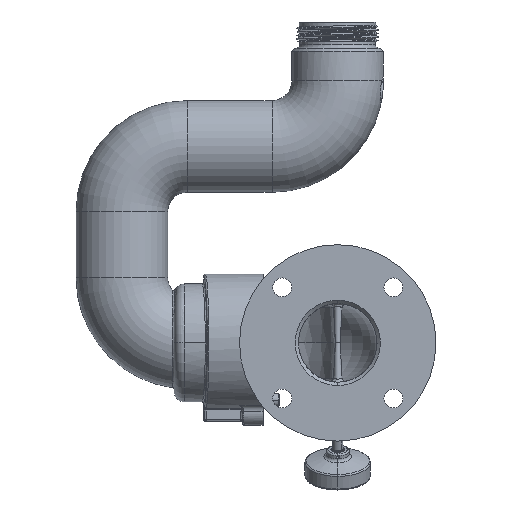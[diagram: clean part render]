
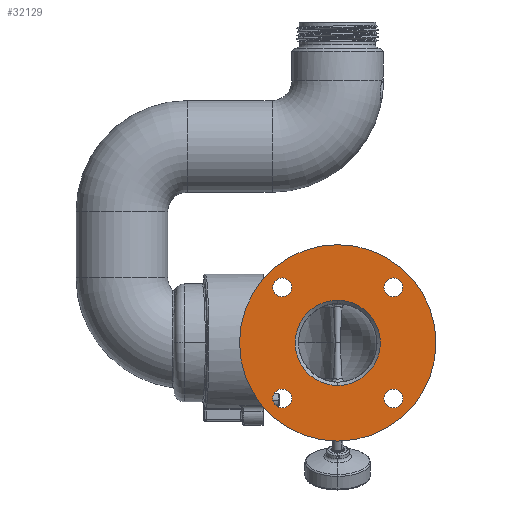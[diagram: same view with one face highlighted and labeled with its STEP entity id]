
A CAD part, front view. The second image highlights one B-rep face of the part: STEP entity #32129.
In plain terms, the highlighted planar face has unit normal (0, -1, 0).
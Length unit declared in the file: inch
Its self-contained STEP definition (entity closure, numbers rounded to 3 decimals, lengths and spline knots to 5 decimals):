
#31093=CARTESIAN_POINT('',(0.,-11.009,0.));
#31094=DIRECTION('',(0.,1.,0.));
#31095=DIRECTION('',(0.,0.,1.));
#31096=AXIS2_PLACEMENT_3D('',#31093,#31094,#31095);
#31102=CARTESIAN_POINT('',(-2.12132,-11.009,-2.12132));
#31103=DIRECTION('',(0.,-1.,0.));
#31104=DIRECTION('',(0.,0.,-1.));
#31105=AXIS2_PLACEMENT_3D('',#31102,#31103,#31104);
#31107=CARTESIAN_POINT('',(-2.12132,-11.009,-2.12132));
#31108=DIRECTION('',(0.,-1.,0.));
#31109=DIRECTION('',(0.,0.,1.));
#31110=AXIS2_PLACEMENT_3D('',#31107,#31108,#31109);
#31112=CARTESIAN_POINT('',(2.12132,-11.009,-2.12132));
#31113=DIRECTION('',(0.,-1.,0.));
#31114=DIRECTION('',(1.,0.,0.));
#31115=AXIS2_PLACEMENT_3D('',#31112,#31113,#31114);
#31117=CARTESIAN_POINT('',(2.12132,-11.009,-2.12132));
#31118=DIRECTION('',(0.,-1.,0.));
#31119=DIRECTION('',(-1.,0.,0.));
#31120=AXIS2_PLACEMENT_3D('',#31117,#31118,#31119);
#31122=CARTESIAN_POINT('',(2.12132,-11.009,2.12132));
#31123=DIRECTION('',(0.,-1.,0.));
#31124=DIRECTION('',(0.,0.,1.));
#31125=AXIS2_PLACEMENT_3D('',#31122,#31123,#31124);
#31127=CARTESIAN_POINT('',(2.12132,-11.009,2.12132));
#31128=DIRECTION('',(0.,-1.,0.));
#31129=DIRECTION('',(0.,0.,-1.));
#31130=AXIS2_PLACEMENT_3D('',#31127,#31128,#31129);
#31132=CARTESIAN_POINT('',(-2.12132,-11.009,2.12132));
#31133=DIRECTION('',(0.,-1.,0.));
#31134=DIRECTION('',(-1.,0.,0.));
#31135=AXIS2_PLACEMENT_3D('',#31132,#31133,#31134);
#31137=CARTESIAN_POINT('',(-2.12132,-11.009,2.12132));
#31138=DIRECTION('',(0.,-1.,0.));
#31139=DIRECTION('',(1.,0.,0.));
#31140=AXIS2_PLACEMENT_3D('',#31137,#31138,#31139);
#31142=CARTESIAN_POINT('',(0.,-11.009,
1.625));
#31143=CARTESIAN_POINT('',(-0.09198,-11.009,
1.625));
#31144=CARTESIAN_POINT('',(-0.27469,-11.009,
1.6097));
#31145=CARTESIAN_POINT('',(-0.55052,-11.009,
1.53787));
#31146=CARTESIAN_POINT('',(-0.81157,-11.009,
1.41758));
#31147=CARTESIAN_POINT('',(-1.04772,-11.009,
1.25309));
#31148=CARTESIAN_POINT('',(-1.24951,-11.009,
1.05176));
#31149=CARTESIAN_POINT('',(-1.41305,-11.009,
0.81909));
#31150=CARTESIAN_POINT('',(-1.53418,-11.009,
0.56044));
#31151=CARTESIAN_POINT('',(-1.60839,-11.009,
0.28431));
#31152=CARTESIAN_POINT('',(-1.6333,-11.009,
0.00003));
#31153=CARTESIAN_POINT('',(-1.6084,-11.009,
-0.28426));
#31154=CARTESIAN_POINT('',(-1.5342,-11.009,
-0.56039));
#31155=CARTESIAN_POINT('',(-1.41308,-11.009,
-0.81905));
#31156=CARTESIAN_POINT('',(-1.24954,-11.009,
-1.05172));
#31157=CARTESIAN_POINT('',(-1.04776,-11.009,
-1.25305));
#31158=CARTESIAN_POINT('',(-0.81163,-11.009,
-1.41754));
#31159=CARTESIAN_POINT('',(-0.55058,-11.009,
-1.53785));
#31160=CARTESIAN_POINT('',(-0.27471,-11.009,
-1.6097));
#31161=CARTESIAN_POINT('',(-0.09199,-11.009,
-1.625));
#31162=CARTESIAN_POINT('',(0.,-11.009,
-1.625));
#31164=CARTESIAN_POINT('',(0.,-11.009,
-1.625));
#31165=CARTESIAN_POINT('',(0.09198,-11.009,
-1.625));
#31166=CARTESIAN_POINT('',(0.27469,-11.009,
-1.6097));
#31167=CARTESIAN_POINT('',(0.55052,-11.009,
-1.53787));
#31168=CARTESIAN_POINT('',(0.81157,-11.009,
-1.41758));
#31169=CARTESIAN_POINT('',(1.04772,-11.009,
-1.25309));
#31170=CARTESIAN_POINT('',(1.24951,-11.009,
-1.05176));
#31171=CARTESIAN_POINT('',(1.41305,-11.009,
-0.81909));
#31172=CARTESIAN_POINT('',(1.53418,-11.009,
-0.56044));
#31173=CARTESIAN_POINT('',(1.60839,-11.009,
-0.28431));
#31174=CARTESIAN_POINT('',(1.6333,-11.009,
-0.00003));
#31175=CARTESIAN_POINT('',(1.6084,-11.009,
0.28426));
#31176=CARTESIAN_POINT('',(1.5342,-11.009,
0.56039));
#31177=CARTESIAN_POINT('',(1.41308,-11.009,
0.81905));
#31178=CARTESIAN_POINT('',(1.24954,-11.009,
1.05172));
#31179=CARTESIAN_POINT('',(1.04776,-11.009,
1.25305));
#31180=CARTESIAN_POINT('',(0.81163,-11.009,
1.41754));
#31181=CARTESIAN_POINT('',(0.55058,-11.009,
1.53785));
#31182=CARTESIAN_POINT('',(0.27471,-11.009,
1.6097));
#31183=CARTESIAN_POINT('',(0.09199,-11.009,
1.625));
#31184=CARTESIAN_POINT('',(0.,-11.009,
1.625));
#31186=CARTESIAN_POINT('',(0.,-11.009,0.));
#31187=DIRECTION('',(0.,1.,0.));
#31188=DIRECTION('',(0.,0.,-1.));
#31189=AXIS2_PLACEMENT_3D('',#31186,#31187,#31188);
#31903=CARTESIAN_POINT('',(0.,-11.009,-3.75));
#31904=CARTESIAN_POINT('',(0.,-11.009,3.75));
#31905=VERTEX_POINT('',#31903);
#31906=VERTEX_POINT('',#31904);
#31955=CARTESIAN_POINT('',(-2.12132,-11.009,-2.48082));
#31956=CARTESIAN_POINT('',(-2.12132,-11.009,-1.76182));
#31957=VERTEX_POINT('',#31955);
#31958=VERTEX_POINT('',#31956);
#31963=CARTESIAN_POINT('',(2.48082,-11.009,-2.12132));
#31964=CARTESIAN_POINT('',(1.76182,-11.009,-2.12132));
#31965=VERTEX_POINT('',#31963);
#31966=VERTEX_POINT('',#31964);
#31971=CARTESIAN_POINT('',(2.12132,-11.009,2.48082));
#31972=CARTESIAN_POINT('',(2.12132,-11.009,1.76182));
#31973=VERTEX_POINT('',#31971);
#31974=VERTEX_POINT('',#31972);
#31979=CARTESIAN_POINT('',(-2.48082,-11.009,2.12132));
#31980=CARTESIAN_POINT('',(-1.76182,-11.009,2.12132));
#31981=VERTEX_POINT('',#31979);
#31982=VERTEX_POINT('',#31980);
#31994=VERTEX_POINT('',#31142);
#31995=VERTEX_POINT('',#31162);
#32089=CARTESIAN_POINT('',(0.,-11.009,0.));
#32090=DIRECTION('',(0.,-1.,0.));
#32091=DIRECTION('',(0.,0.,1.));
#32092=AXIS2_PLACEMENT_3D('',#32089,#32090,#32091);
#32093=PLANE('',#32092);
#32095=ORIENTED_EDGE('',*,*,#32094,.T.);
#32096=ORIENTED_EDGE('',*,*,#32079,.T.);
#32097=EDGE_LOOP('',(#32095,#32096));
#32098=FACE_OUTER_BOUND('',#32097,.F.);
#32100=ORIENTED_EDGE('',*,*,#32099,.T.);
#32102=ORIENTED_EDGE('',*,*,#32101,.T.);
#32103=EDGE_LOOP('',(#32100,#32102));
#32104=FACE_BOUND('',#32103,.F.);
#32106=ORIENTED_EDGE('',*,*,#32105,.T.);
#32108=ORIENTED_EDGE('',*,*,#32107,.T.);
#32109=EDGE_LOOP('',(#32106,#32108));
#32110=FACE_BOUND('',#32109,.F.);
#32112=ORIENTED_EDGE('',*,*,#32111,.T.);
#32114=ORIENTED_EDGE('',*,*,#32113,.T.);
#32115=EDGE_LOOP('',(#32112,#32114));
#32116=FACE_BOUND('',#32115,.F.);
#32118=ORIENTED_EDGE('',*,*,#32117,.T.);
#32120=ORIENTED_EDGE('',*,*,#32119,.T.);
#32121=EDGE_LOOP('',(#32118,#32120));
#32122=FACE_BOUND('',#32121,.F.);
#32124=ORIENTED_EDGE('',*,*,#32123,.T.);
#32126=ORIENTED_EDGE('',*,*,#32125,.T.);
#32127=EDGE_LOOP('',(#32124,#32126));
#32128=FACE_BOUND('',#32127,.F.);
#31097=CIRCLE('',#31096,3.75);
#31106=CIRCLE('',#31105,0.3595);
#31111=CIRCLE('',#31110,0.3595);
#31116=CIRCLE('',#31115,0.3595);
#31121=CIRCLE('',#31120,0.3595);
#31126=CIRCLE('',#31125,0.3595);
#31131=CIRCLE('',#31130,0.3595);
#31136=CIRCLE('',#31135,0.3595);
#31141=CIRCLE('',#31140,0.3595);
#31163=B_SPLINE_CURVE_WITH_KNOTS('',3,(#31142,#31143,#31144,#31145,#31146,
#31147,#31148,#31149,#31150,#31151,#31152,#31153,#31154,#31155,#31156,#31157,
#31158,#31159,#31160,#31161,#31162),.UNSPECIFIED.,.F.,.F.,(4,1,1,1,1,1,1,1,1,1,
1,1,1,1,1,1,1,1,4),(0.,0.05556,0.11111,0.16667,
0.22222,0.27778,0.33333,0.38889,
0.44444,0.5,0.55556,0.61111,0.66667,
0.72222,0.77778,0.83333,0.88889,
0.94444,1.),.UNSPECIFIED.);
#31185=B_SPLINE_CURVE_WITH_KNOTS('',3,(#31164,#31165,#31166,#31167,#31168,
#31169,#31170,#31171,#31172,#31173,#31174,#31175,#31176,#31177,#31178,#31179,
#31180,#31181,#31182,#31183,#31184),.UNSPECIFIED.,.F.,.F.,(4,1,1,1,1,1,1,1,1,1,
1,1,1,1,1,1,1,1,4),(0.,0.05556,0.11111,0.16667,
0.22222,0.27778,0.33333,0.38889,
0.44444,0.5,0.55556,0.61111,0.66667,
0.72222,0.77778,0.83333,0.88889,
0.94444,1.),.UNSPECIFIED.);
#31190=CIRCLE('',#31189,3.75);
#32079=EDGE_CURVE('',#31906,#31905,#31097,.T.);
#32094=EDGE_CURVE('',#31905,#31906,#31190,.T.);
#32099=EDGE_CURVE('',#31957,#31958,#31106,.T.);
#32101=EDGE_CURVE('',#31958,#31957,#31111,.T.);
#32105=EDGE_CURVE('',#31965,#31966,#31116,.T.);
#32107=EDGE_CURVE('',#31966,#31965,#31121,.T.);
#32111=EDGE_CURVE('',#31973,#31974,#31126,.T.);
#32113=EDGE_CURVE('',#31974,#31973,#31131,.T.);
#32117=EDGE_CURVE('',#31981,#31982,#31136,.T.);
#32119=EDGE_CURVE('',#31982,#31981,#31141,.T.);
#32123=EDGE_CURVE('',#31994,#31995,#31163,.T.);
#32125=EDGE_CURVE('',#31995,#31994,#31185,.T.);
#32129=ADVANCED_FACE('',(#32098,#32104,#32110,#32116,#32122,#32128),#32093,.T.);
